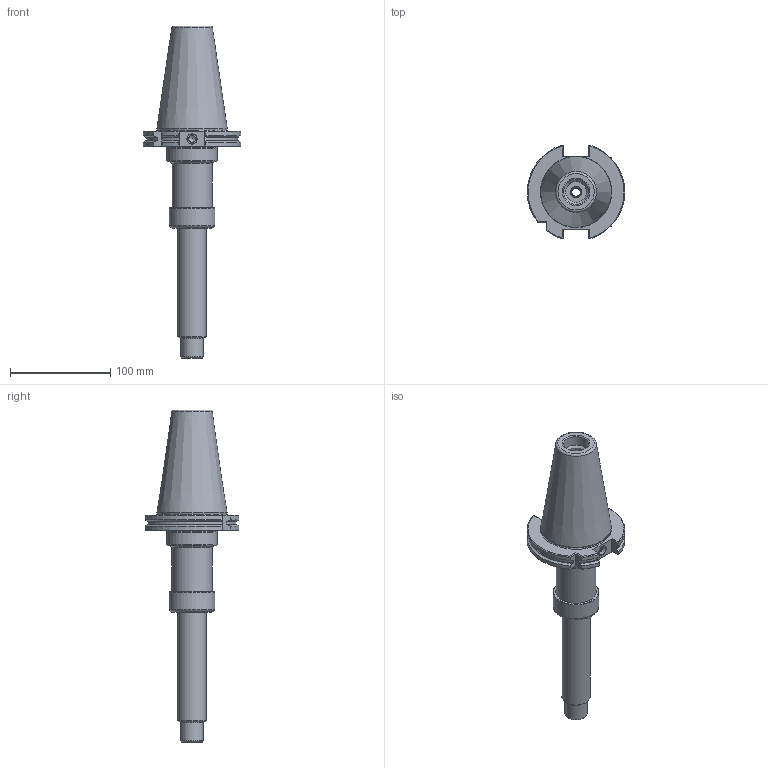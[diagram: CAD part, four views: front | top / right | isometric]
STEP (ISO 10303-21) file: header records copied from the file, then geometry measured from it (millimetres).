
FILE_DESCRIPTION(/* description */ (''),/* implementation_level */ '2;1');
FILE_NAME(/* name */ '885213070.stp',/* time_stamp */ '2021-10-13T12:15:34',/* author */ ('LRA'),/* organization */ ('REGO-FIX'),/* preprocessor_version */ ' Unknown',/* originating_system */ 'SIEMENS PLM Software Solid Edge ST10',/* authorization */ 'Unknown');
FILE_SCHEMA (('AUTOMOTIVE_DESIGN { 1 0 10303 214 2 1 1}'));
Length unit declared in the file: millimetre
Products named in the file (1): NOCUT
Bounding box: 97.32 x 93.58 x 331.3 mm (x, y, z)
Volume: 490140.6 mm3; surface area: 79660.7 mm2
Topology: 1 solids, 3 shells, 154 faces, 370 edges, 233 vertices
Faces by surface type: plane 53, cone 42, cylinder 35, torus 24
Full cylindrical faces by diameter (mm): 7 x1, 8.35 x1, 8.376 x1, 9.6 x1, 10 x1, 10.5 x1, 20.752 x1, 22.3 x1, 23.8 x1, 24.7 x1, 25 x2, 28.3 x1, 33.3 x1, 34 x1, 38.376 x1, 40 x1, 40.05 x1, 43.3 x1, 45.65 x1, 50.5 x1
Entity records: 5141 total; most frequent: DIRECTION 754, CARTESIAN_POINT 709, ORIENTED_EDGE 566, AXIS2_PLACEMENT_3D 329, EDGE_CURVE 283, FACE_BOUND 241, EDGE_LOOP 240, VERTEX_POINT 216
